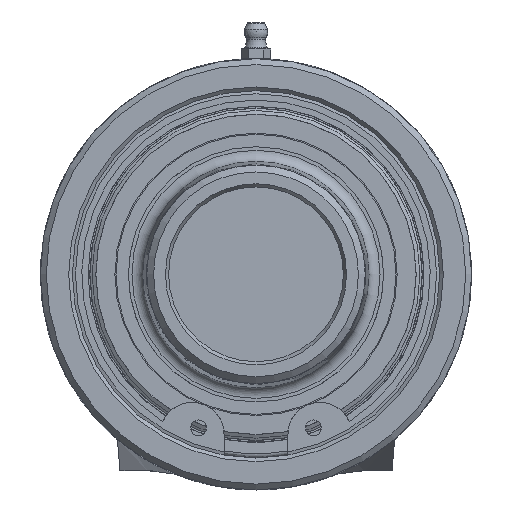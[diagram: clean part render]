
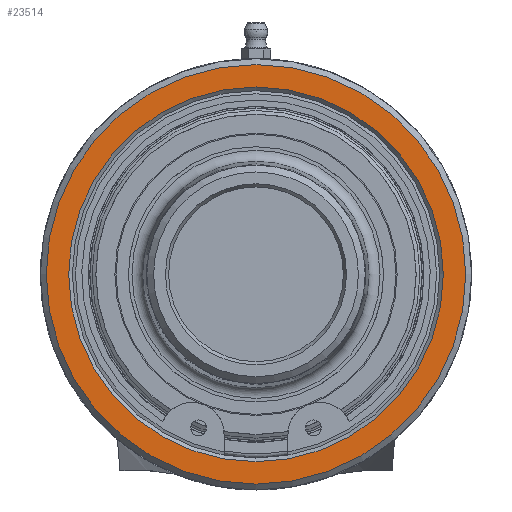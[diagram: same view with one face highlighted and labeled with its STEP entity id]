
A CAD part, left-side view. The second image highlights one B-rep face of the part: STEP entity #23514.
In plain terms, the highlighted planar face has unit normal (-1, 0, 0).
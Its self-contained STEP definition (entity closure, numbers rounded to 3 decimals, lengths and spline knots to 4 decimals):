
#248=FACE_BOUND('',#6779,.T.);
#4058=PLANE('',#24821);
#5332=FACE_OUTER_BOUND('',#6778,.T.);
#6778=EDGE_LOOP('',(#21481));
#6779=EDGE_LOOP('',(#21482));
#8913=CIRCLE('',#24817,2.25);
#8916=CIRCLE('',#24822,2.0094);
#11194=VERTEX_POINT('',#55139);
#11197=VERTEX_POINT('',#55149);
#14646=EDGE_CURVE('',#11194,#11194,#8913,.T.);
#14651=EDGE_CURVE('',#11197,#11197,#8916,.T.);
#21481=ORIENTED_EDGE('',*,*,#14646,.F.);
#21482=ORIENTED_EDGE('',*,*,#14651,.F.);
#23514=ADVANCED_FACE('',(#5332,#248),#4058,.F.);
#24817=AXIS2_PLACEMENT_3D('',#55140,#28643,#28644);
#24821=AXIS2_PLACEMENT_3D('',#55148,#28653,#28654);
#24822=AXIS2_PLACEMENT_3D('',#55150,#28655,#28656);
#28643=DIRECTION('center_axis',(1.,0.,0.));
#28644=DIRECTION('ref_axis',(0.,0.,
1.));
#28653=DIRECTION('center_axis',(1.,0.,0.));
#28654=DIRECTION('ref_axis',(0.,0.,
1.));
#28655=DIRECTION('center_axis',(-1.,0.,0.));
#28656=DIRECTION('ref_axis',(0.,0.,
1.));
#55139=CARTESIAN_POINT('',(2.9154,0.,-2.25));
#55140=CARTESIAN_POINT('Origin',(2.9154,0.,
0.));
#55148=CARTESIAN_POINT('Origin',(2.9154,0.,
-1.314));
#55149=CARTESIAN_POINT('',(2.9154,0.,-2.0094));
#55150=CARTESIAN_POINT('Origin',(2.9154,0.,
0.));
